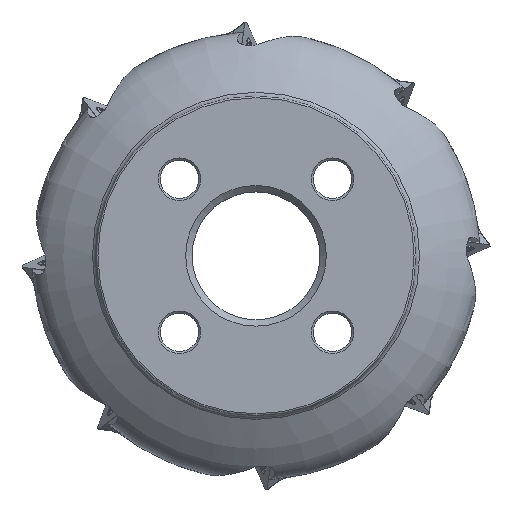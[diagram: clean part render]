
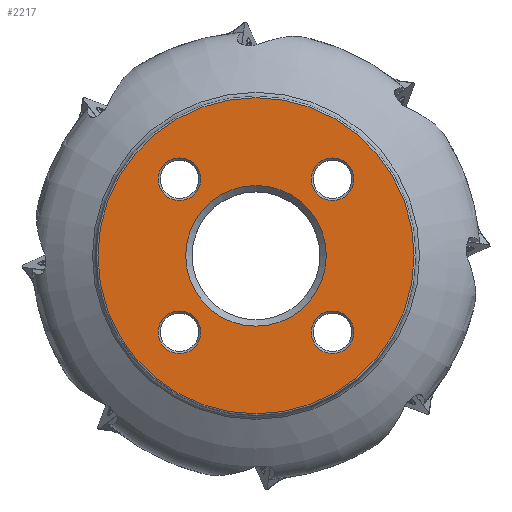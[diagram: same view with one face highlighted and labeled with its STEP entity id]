
A CAD part, top view. The second image highlights one B-rep face of the part: STEP entity #2217.
In plain terms, the highlighted planar face has unit normal (0, 0, 1).
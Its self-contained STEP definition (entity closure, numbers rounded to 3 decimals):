
#401=PLANE('',#10332);
#2217=ADVANCED_FACE('',(#3256,#3257,#3258,#3259,#3260,#3261),#401,.T.);
#3256=FACE_BOUND('',#3540,.T.);
#3257=FACE_BOUND('',#3541,.T.);
#3258=FACE_BOUND('',#3542,.T.);
#3259=FACE_BOUND('',#3543,.T.);
#3260=FACE_BOUND('',#3544,.T.);
#3261=FACE_BOUND('',#3545,.T.);
#3540=EDGE_LOOP('',(#4654));
#3541=EDGE_LOOP('',(#4655));
#3542=EDGE_LOOP('',(#4656));
#3543=EDGE_LOOP('',(#4657));
#3544=EDGE_LOOP('',(#4658));
#3545=EDGE_LOOP('',(#4659));
#4654=ORIENTED_EDGE('',*,*,#8478,.F.);
#4655=ORIENTED_EDGE('',*,*,#8479,.F.);
#4656=ORIENTED_EDGE('',*,*,#8480,.F.);
#4657=ORIENTED_EDGE('',*,*,#8481,.F.);
#4658=ORIENTED_EDGE('',*,*,#8482,.F.);
#4659=ORIENTED_EDGE('',*,*,#8483,.T.);
#7422=VERTEX_POINT('',#16762);
#7423=VERTEX_POINT('',#16764);
#7424=VERTEX_POINT('',#16766);
#7425=VERTEX_POINT('',#16768);
#7426=VERTEX_POINT('',#16770);
#7427=VERTEX_POINT('',#16772);
#8478=EDGE_CURVE('',#7422,#7422,#9606,.T.);
#8479=EDGE_CURVE('',#7423,#7423,#9607,.T.);
#8480=EDGE_CURVE('',#7424,#7424,#9608,.T.);
#8481=EDGE_CURVE('',#7425,#7425,#9609,.T.);
#8482=EDGE_CURVE('',#7426,#7426,#9610,.T.);
#8483=EDGE_CURVE('',#7427,#7427,#9611,.T.);
#9606=CIRCLE('',#10326,33.008);
#9607=CIRCLE('',#10327,10.);
#9608=CIRCLE('',#10328,10.);
#9609=CIRCLE('',#10329,10.);
#9610=CIRCLE('',#10330,10.);
#9611=CIRCLE('',#10331,74.2);
#10326=AXIS2_PLACEMENT_3D('',#16761,#11690,#11691);
#10327=AXIS2_PLACEMENT_3D('',#16763,#11692,#11693);
#10328=AXIS2_PLACEMENT_3D('',#16765,#11694,#11695);
#10329=AXIS2_PLACEMENT_3D('',#16767,#11696,#11697);
#10330=AXIS2_PLACEMENT_3D('',#16769,#11698,#11699);
#10331=AXIS2_PLACEMENT_3D('',#16771,#11700,#11701);
#10332=AXIS2_PLACEMENT_3D('',#16773,#11702,#11703);
#11690=DIRECTION('',(0.,0.,1.));
#11691=DIRECTION('',(0.,1.,0.));
#11692=DIRECTION('',(0.,0.,1.));
#11693=DIRECTION('',(0.,1.,0.));
#11694=DIRECTION('',(0.,0.,1.));
#11695=DIRECTION('',(0.,1.,0.));
#11696=DIRECTION('',(0.,0.,1.));
#11697=DIRECTION('',(0.,1.,0.));
#11698=DIRECTION('',(0.,0.,1.));
#11699=DIRECTION('',(0.,1.,0.));
#11700=DIRECTION('',(0.,0.,1.));
#11701=DIRECTION('',(0.,1.,0.));
#11702=DIRECTION('',(0.,0.,1.));
#11703=DIRECTION('',(0.,1.,0.));
#16761=CARTESIAN_POINT('',(0.,0.,0.));
#16762=CARTESIAN_POINT('',(0.,33.008,0.));
#16763=CARTESIAN_POINT('',(35.921,-35.921,0.));
#16764=CARTESIAN_POINT('',(35.921,-25.921,0.));
#16765=CARTESIAN_POINT('',(-35.921,-35.921,0.));
#16766=CARTESIAN_POINT('',(-35.921,-25.921,0.));
#16767=CARTESIAN_POINT('',(35.921,35.921,0.));
#16768=CARTESIAN_POINT('',(35.921,45.921,0.));
#16769=CARTESIAN_POINT('',(-35.921,35.921,0.));
#16770=CARTESIAN_POINT('',(-35.921,45.921,0.));
#16771=CARTESIAN_POINT('',(0.,0.,0.));
#16772=CARTESIAN_POINT('',(0.,74.2,0.));
#16773=CARTESIAN_POINT('',(0.,0.,0.));
